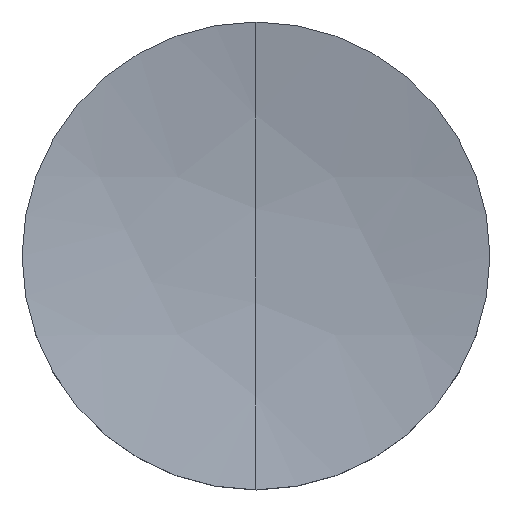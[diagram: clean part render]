
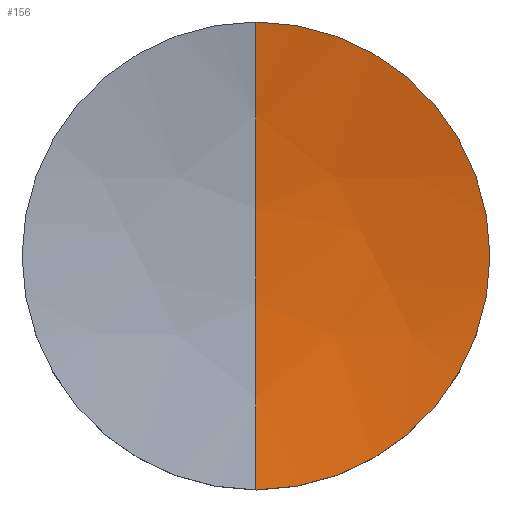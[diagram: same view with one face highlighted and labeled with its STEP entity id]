
A CAD part, top view. The second image highlights one B-rep face of the part: STEP entity #156.
In plain terms, the highlighted free-form (B-spline) face has degree [3, 3] with [4, 4] control points.
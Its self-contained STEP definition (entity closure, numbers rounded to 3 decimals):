
#5 = EDGE_CURVE ( 'NONE', #243, #101, #55, .T. ) ;
#16 = DIRECTION ( 'NONE',  ( 0., 0., -1. ) ) ;
#19 = CARTESIAN_POINT ( 'NONE',  ( 8.387, 12.85, 4.362 ) ) ;
#20 = CARTESIAN_POINT ( 'NONE',  ( 0., 0., 3.9 ) ) ;
#22 = CARTESIAN_POINT ( 'NONE',  ( 8.387, -12.85, 4.362 ) ) ;
#40 = CARTESIAN_POINT ( 'NONE',  ( 12.867, -4.345, 3.475 ) ) ;
#41 = CARTESIAN_POINT ( 'NONE',  ( 12.867, 4.345, 3.475 ) ) ;
#42 = CIRCLE ( 'NONE', #230, 12.7 ) ;
#43 = ORIENTED_EDGE ( 'NONE', *, *, #120, .F. ) ;
#44 = CARTESIAN_POINT ( 'NONE',  ( 4.327, -4.345, 2.15 ) ) ;
#55 = CIRCLE ( 'NONE', #294, 62.69 ) ;
#67 = CIRCLE ( 'NONE', #181, 12.7 ) ;
#69 = CARTESIAN_POINT ( 'NONE',  ( 4.205, -12.85, 3.931 ) ) ;
#76 = CARTESIAN_POINT ( 'NONE',  ( 0., 0., 65.29 ) ) ;
#96 = CARTESIAN_POINT ( 'NONE',  ( 0., 4.345, 2.15 ) ) ;
#100 = CARTESIAN_POINT ( 'NONE',  ( 0., 12.85, 3.931 ) ) ;
#101 = VERTEX_POINT ( 'NONE', #159 ) ;
#115 = CARTESIAN_POINT ( 'NONE',  ( 12.7, 0., 3.9 ) ) ;
#120 = EDGE_CURVE ( 'NONE', #122, #101, #42, .T. ) ;
#122 = VERTEX_POINT ( 'NONE', #115 ) ;
#123 = CARTESIAN_POINT ( 'NONE',  ( 0., -12.85, 3.931 ) ) ;
#125 = DIRECTION ( 'NONE',  ( 0., 0., -1. ) ) ;
#134 = FACE_OUTER_BOUND ( 'NONE', #179, .T. ) ;
#146 = DIRECTION ( 'NONE',  ( 1., 0., 0. ) ) ;
#150 = DIRECTION ( 'NONE',  ( -1., 0., 0. ) ) ;
#156 = ADVANCED_FACE ( 'NONE', ( #134 ), #282, .F. ) ;
#159 = CARTESIAN_POINT ( 'NONE',  ( 0., -12.7, 3.9 ) ) ;
#164 = CARTESIAN_POINT ( 'NONE',  ( 12.504, -12.85, 5.219 ) ) ;
#177 = CARTESIAN_POINT ( 'NONE',  ( 8.631, -4.345, 2.593 ) ) ;
#179 = EDGE_LOOP ( 'NONE', ( #196, #293, #43 ) ) ;
#180 = CARTESIAN_POINT ( 'NONE',  ( 8.631, 4.345, 2.593 ) ) ;
#181 = AXIS2_PLACEMENT_3D ( 'NONE', #20, #125, #146 ) ;
#196 = ORIENTED_EDGE ( 'NONE', *, *, #235, .F. ) ;
#203 = CARTESIAN_POINT ( 'NONE',  ( 0., 12.7, 3.9 ) ) ;
#225 = CARTESIAN_POINT ( 'NONE',  ( 12.504, 12.85, 5.219 ) ) ;
#230 = AXIS2_PLACEMENT_3D ( 'NONE', #265, #16, #267 ) ;
#235 = EDGE_CURVE ( 'NONE', #243, #122, #67, .T. ) ;
#237 = DIRECTION ( 'NONE',  ( 0., 1., 0. ) ) ;
#243 = VERTEX_POINT ( 'NONE', #203 ) ;
#245 = CARTESIAN_POINT ( 'NONE',  ( 4.205, 12.85, 3.931 ) ) ;
#247 = CARTESIAN_POINT ( 'NONE',  ( 4.327, 4.345, 2.15 ) ) ;
#265 = CARTESIAN_POINT ( 'NONE',  ( 0., 0., 3.9 ) ) ;
#267 = DIRECTION ( 'NONE',  ( 1., 0., 0. ) ) ;
#269 = CARTESIAN_POINT ( 'NONE',  ( 0., -4.345, 2.15 ) ) ;
#282 =( BOUNDED_SURFACE ( )  B_SPLINE_SURFACE ( 3, 3, ( 
 ( #225, #19, #245, #100 ),
 ( #41, #180, #247, #96 ),
 ( #40, #177, #44, #269 ),
 ( #164, #22, #69, #123 ) ),
 .UNSPECIFIED., .F., .F., .F. ) 
 B_SPLINE_SURFACE_WITH_KNOTS ( ( 4, 4 ),
 ( 4, 4 ),
 ( 0., 1. ),
 ( 0., 1. ),
 .UNSPECIFIED. ) 
 GEOMETRIC_REPRESENTATION_ITEM ( )  RATIONAL_B_SPLINE_SURFACE ( (
 ( 1., 0.996, 0.996, 1.),
 ( 0.986, 0.982, 0.982, 0.986),
 ( 0.986, 0.982, 0.982, 0.986),
 ( 1., 0.996, 0.996, 1.) ) ) 
 REPRESENTATION_ITEM ( '' )  SURFACE ( )  );
#293 = ORIENTED_EDGE ( 'NONE', *, *, #5, .T. ) ;
#294 = AXIS2_PLACEMENT_3D ( 'NONE', #76, #150, #237 ) ;
